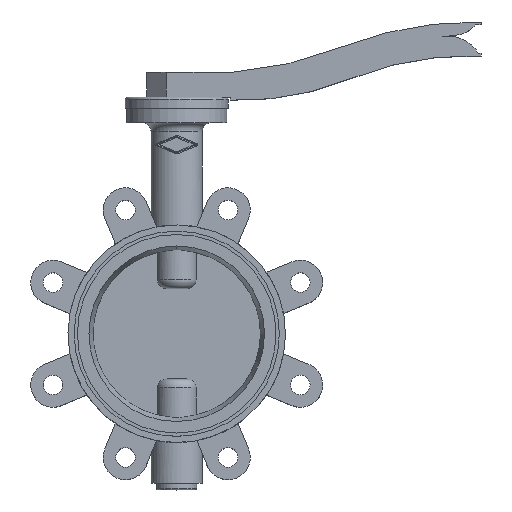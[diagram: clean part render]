
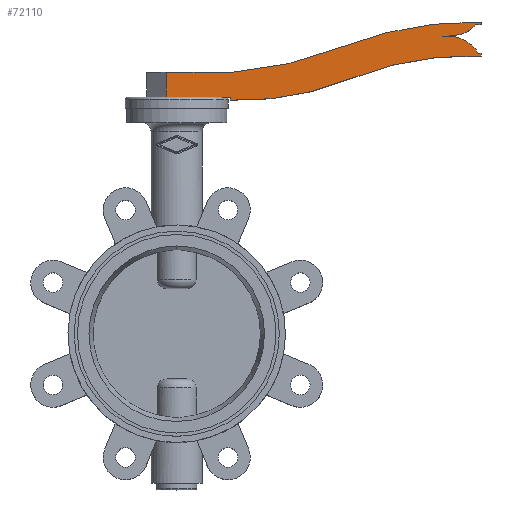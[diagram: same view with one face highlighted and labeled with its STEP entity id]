
A CAD part, top view. The second image highlights one B-rep face of the part: STEP entity #72110.
In plain terms, the highlighted planar face has unit normal (0, 0, 1).
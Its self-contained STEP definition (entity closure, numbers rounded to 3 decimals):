
#65160=CARTESIAN_POINT('',(-9.5,234.4,-12.5));
#65170=VERTEX_POINT('',#65160);
#65200=CARTESIAN_POINT('',(-9.5,209.4,-12.5));
#65210=DIRECTION('',(0.,-1.,0.));
#65220=VECTOR('',#65210,1.);
#65230=LINE('',#65200,#65220);
#65240=CARTESIAN_POINT('',(-9.5,212.,-12.5));
#65250=VERTEX_POINT('',#65240);
#65260=EDGE_CURVE('',#65170,#65250,#65230,.T.);
#65870=CARTESIAN_POINT('',(-27.,212.,-12.5));
#65880=DIRECTION('',(1.,0.,0.));
#65890=VECTOR('',#65880,1.);
#65900=LINE('',#65870,#65890);
#65910=CARTESIAN_POINT('',(48.,212.,-12.5));
#65920=VERTEX_POINT('',#65910);
#65930=EDGE_CURVE('',#65250,#65920,#65900,.T.);
#67600=CARTESIAN_POINT('',(48.,212.,-12.5));
#67610=DIRECTION('',(0.,-1.,0.));
#67620=VECTOR('',#67610,1.);
#67630=LINE('',#67600,#67620);
#67640=CARTESIAN_POINT('',(48.,209.4,-12.5));
#67650=VERTEX_POINT('',#67640);
#67660=EDGE_CURVE('',#65920,#67650,#67630,.T.);
#67910=CARTESIAN_POINT('',(57.155,469.239,-12.5));
#67920=DIRECTION('',(0.,0.,1.));
#67930=DIRECTION('',(-0.035,-0.999,0.));
#67940=AXIS2_PLACEMENT_3D('',#67910,#67920,#67930);
#67950=CIRCLE('',#67940,260.);
#67960=CARTESIAN_POINT('',(155.24,228.45,-12.5));
#67970=VERTEX_POINT('',#67960);
#67980=EDGE_CURVE('',#67650,#67970,#67950,.T.);
#68230=CARTESIAN_POINT('',(262.025,-35.789,-12.5));
#68240=DIRECTION('',(0.,0.,-1.));
#68250=DIRECTION('',(-0.375,0.927,0.));
#68260=AXIS2_PLACEMENT_3D('',#68230,#68240,#68250);
#68270=CIRCLE('',#68260,285.);
#68280=CARTESIAN_POINT('',(273.,249.,-12.5));
#68290=VERTEX_POINT('',#68280);
#68300=EDGE_CURVE('',#67970,#68290,#68270,.T.);
#68550=CARTESIAN_POINT('',(273.,249.,-12.5));
#68560=DIRECTION('',(0.,1.,0.));
#68570=VECTOR('',#68560,1.);
#68580=LINE('',#68550,#68570);
#68590=CARTESIAN_POINT('',(273.,251.5,-12.5));
#68600=VERTEX_POINT('',#68590);
#68610=EDGE_CURVE('',#68290,#68600,#68580,.T.);
#68860=CARTESIAN_POINT('',(273.,251.5,-12.5));
#68870=DIRECTION('',(-1.,0.,0.));
#68880=VECTOR('',#68870,1.);
#68890=LINE('',#68860,#68880);
#68900=CARTESIAN_POINT('',(270.5,251.5,-12.5));
#68910=VERTEX_POINT('',#68900);
#68920=EDGE_CURVE('',#68600,#68910,#68890,.T.);
#69170=CARTESIAN_POINT('',(242.499,234.038,-12.5));
#69180=DIRECTION('',(0.,0.,1.));
#69190=DIRECTION('',(0.849,0.529,0.));
#69200=AXIS2_PLACEMENT_3D('',#69170,#69180,#69190);
#69210=CIRCLE('',#69200,33.);
#69220=CARTESIAN_POINT('',(246.268,266.822,-12.5));
#69230=VERTEX_POINT('',#69220);
#69240=EDGE_CURVE('',#68910,#69230,#69210,.T.);
#69490=CARTESIAN_POINT('',(246.268,266.822,-12.5));
#69500=DIRECTION('',(-0.996,-0.092,0.));
#69510=VECTOR('',#69500,1.);
#69520=LINE('',#69490,#69510);
#69530=CARTESIAN_POINT('',(238.25,266.08,-12.5));
#69540=VERTEX_POINT('',#69530);
#69550=EDGE_CURVE('',#69230,#69540,#69520,.T.);
#69800=CARTESIAN_POINT('',(238.25,266.08,-12.5));
#69810=DIRECTION('',(0.991,0.136,0.));
#69820=VECTOR('',#69810,1.);
#69830=LINE('',#69800,#69820);
#69840=CARTESIAN_POINT('',(252.82,268.08,-12.5));
#69850=VERTEX_POINT('',#69840);
#69860=EDGE_CURVE('',#69540,#69850,#69830,.T.);
#70110=CARTESIAN_POINT('',(249.031,291.272,-12.5));
#70120=DIRECTION('',(0.,0.,1.));
#70130=DIRECTION('',(0.161,-0.987,0.));
#70140=AXIS2_PLACEMENT_3D('',#70110,#70120,#70130);
#70150=CIRCLE('',#70140,23.5);
#70160=CARTESIAN_POINT('',(267.7,277.,-12.5));
#70170=VERTEX_POINT('',#70160);
#70180=EDGE_CURVE('',#69850,#70170,#70150,.T.);
#70430=CARTESIAN_POINT('',(267.7,277.,-12.5));
#70440=DIRECTION('',(1.,0.,0.));
#70450=VECTOR('',#70440,1.);
#70460=LINE('',#70430,#70450);
#70470=CARTESIAN_POINT('',(273.,277.,-12.5));
#70480=VERTEX_POINT('',#70470);
#70490=EDGE_CURVE('',#70170,#70480,#70460,.T.);
#70740=CARTESIAN_POINT('',(273.,277.,-12.5));
#70750=DIRECTION('',(0.,1.,0.));
#70760=VECTOR('',#70750,1.);
#70770=LINE('',#70740,#70760);
#70780=CARTESIAN_POINT('',(273.,279.5,-12.5));
#70790=VERTEX_POINT('',#70780);
#70800=EDGE_CURVE('',#70480,#70790,#70770,.T.);
#71050=CARTESIAN_POINT('',(267.327,-50.951,-12.5));
#71060=DIRECTION('',(0.,0.,1.));
#71070=DIRECTION('',(0.017,1.,0.));
#71080=AXIS2_PLACEMENT_3D('',#71050,#71060,#71070);
#71090=CIRCLE('',#71080,330.5);
#71100=CARTESIAN_POINT('',(147.6,257.1,-12.5));
#71110=VERTEX_POINT('',#71100);
#71120=EDGE_CURVE('',#70790,#71110,#71090,.T.);
#71370=CARTESIAN_POINT('',(25.017,562.949,-12.5));
#71380=DIRECTION('',(0.,0.,-1.));
#71390=DIRECTION('',(0.372,-0.928,0.));
#71400=AXIS2_PLACEMENT_3D('',#71370,#71380,#71390);
#71410=CIRCLE('',#71400,329.5);
#71420=CARTESIAN_POINT('',(0.,234.4,-12.5));
#71430=VERTEX_POINT('',#71420);
#71440=EDGE_CURVE('',#71110,#71430,#71410,.T.);
#71710=CARTESIAN_POINT('',(0.,234.4,-12.5));
#71720=DIRECTION('',(-1.,0.,0.));
#71730=VECTOR('',#71720,1.);
#71740=LINE('',#71710,#71730);
#71750=EDGE_CURVE('',#71430,#65170,#71740,.T.);
#71880=CARTESIAN_POINT('',(0.,209.4,-12.5));
#71890=DIRECTION('',(0.,0.,1.));
#71900=DIRECTION('',(1.,0.,0.));
#71910=AXIS2_PLACEMENT_3D('',#71880,#71890,#71900);
#71920=PLANE('',#71910);
#71930=ORIENTED_EDGE('',*,*,#71750,.T.);
#71940=ORIENTED_EDGE('',*,*,#71440,.T.);
#71950=ORIENTED_EDGE('',*,*,#71120,.T.);
#71960=ORIENTED_EDGE('',*,*,#70800,.T.);
#71970=ORIENTED_EDGE('',*,*,#70490,.T.);
#71980=ORIENTED_EDGE('',*,*,#70180,.T.);
#71990=ORIENTED_EDGE('',*,*,#69860,.T.);
#72000=ORIENTED_EDGE('',*,*,#69550,.T.);
#72010=ORIENTED_EDGE('',*,*,#69240,.T.);
#72020=ORIENTED_EDGE('',*,*,#68920,.T.);
#72030=ORIENTED_EDGE('',*,*,#68610,.T.);
#72040=ORIENTED_EDGE('',*,*,#68300,.T.);
#72050=ORIENTED_EDGE('',*,*,#67980,.T.);
#72060=ORIENTED_EDGE('',*,*,#67660,.T.);
#72070=ORIENTED_EDGE('',*,*,#65930,.T.);
#72080=ORIENTED_EDGE('',*,*,#65260,.T.);
#72090=EDGE_LOOP('',(#72080,#72070,#72060,#72050,#72040,#72030,#72020,
#72010,#72000,#71990,#71980,#71970,#71960,#71950,#71940,#71930));
#72100=FACE_OUTER_BOUND('',#72090,.T.);
#72110=ADVANCED_FACE('',(#72100),#71920,.T.);
